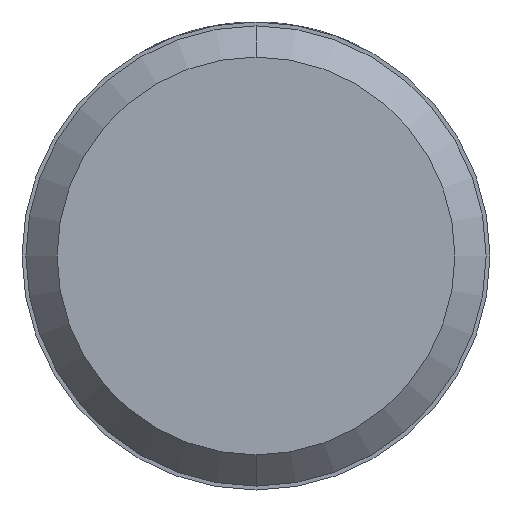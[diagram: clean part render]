
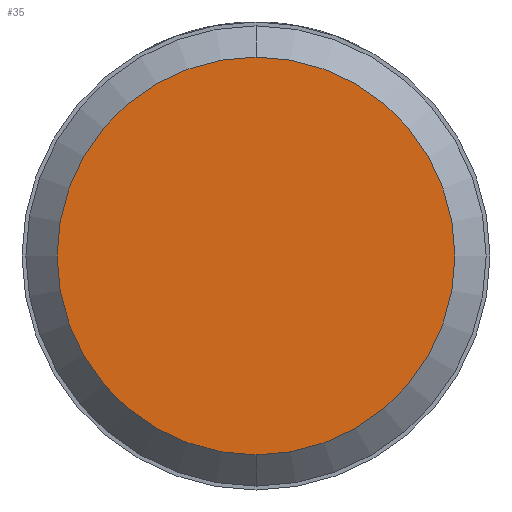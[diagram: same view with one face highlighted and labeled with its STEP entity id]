
A CAD part, front view. The second image highlights one B-rep face of the part: STEP entity #35.
In plain terms, the highlighted planar face has unit normal (0, -1, 0).
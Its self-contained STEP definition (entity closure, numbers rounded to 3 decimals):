
#14 = CIRCLE ( 'NONE', #1782, 12.75 ) ;
#35 = ADVANCED_FACE ( 'NONE', ( #49 ), #477, .F. ) ;
#36 = DIRECTION ( 'NONE',  ( 0., 0., 1. ) ) ;
#49 = FACE_OUTER_BOUND ( 'NONE', #1844, .T. ) ;
#166 = DIRECTION ( 'NONE',  ( 0., -1., 0. ) ) ;
#345 = AXIS2_PLACEMENT_3D ( 'NONE', #680, #2278, #36 ) ;
#477 = PLANE ( 'NONE',  #345 ) ;
#680 = CARTESIAN_POINT ( 'NONE',  ( 0., 0., 0. ) ) ;
#879 = VERTEX_POINT ( 'NONE', #1745 ) ;
#973 = ORIENTED_EDGE ( 'NONE', *, *, #2423, .T. ) ;
#1095 = CARTESIAN_POINT ( 'NONE',  ( 0., 0., 0. ) ) ;
#1306 = VERTEX_POINT ( 'NONE', #2068 ) ;
#1494 = DIRECTION ( 'NONE',  ( 0., -1., 0. ) ) ;
#1618 = DIRECTION ( 'NONE',  ( 0., 0., 1. ) ) ;
#1745 = CARTESIAN_POINT ( 'NONE',  ( 0., 0., 12.75 ) ) ;
#1782 = AXIS2_PLACEMENT_3D ( 'NONE', #1095, #1494, #1907 ) ;
#1844 = EDGE_LOOP ( 'NONE', ( #2317, #973 ) ) ;
#1893 = EDGE_CURVE ( 'NONE', #879, #1306, #2274, .T. ) ;
#1907 = DIRECTION ( 'NONE',  ( 0., 0., 1. ) ) ;
#2068 = CARTESIAN_POINT ( 'NONE',  ( 0., 0., -12.75 ) ) ;
#2210 = CARTESIAN_POINT ( 'NONE',  ( 0., 0., 0. ) ) ;
#2274 = CIRCLE ( 'NONE', #2448, 12.75 ) ;
#2278 = DIRECTION ( 'NONE',  ( 0., 1., 0. ) ) ;
#2317 = ORIENTED_EDGE ( 'NONE', *, *, #1893, .T. ) ;
#2423 = EDGE_CURVE ( 'NONE', #1306, #879, #14, .T. ) ;
#2448 = AXIS2_PLACEMENT_3D ( 'NONE', #2210, #166, #1618 ) ;
